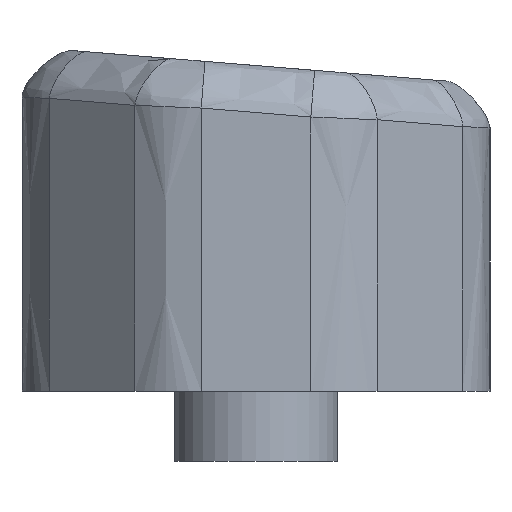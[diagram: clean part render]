
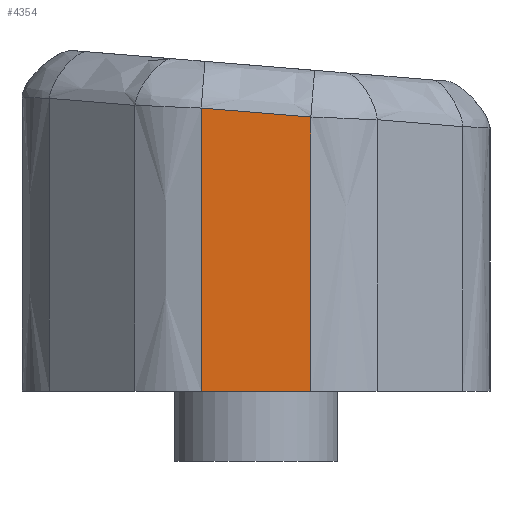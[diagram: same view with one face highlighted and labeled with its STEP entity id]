
A CAD part, left-side view. The second image highlights one B-rep face of the part: STEP entity #4354.
In plain terms, the highlighted planar face has unit normal (-1, 0, 0).
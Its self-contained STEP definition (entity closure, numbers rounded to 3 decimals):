
#114 = CARTESIAN_POINT ( 'NONE',  ( -97.094, -58.138, 8.067 ) ) ;
#147 = PLANE ( 'NONE',  #2204 ) ;
#226 = CARTESIAN_POINT ( 'NONE',  ( -97.094, -56.481, 0. ) ) ;
#310 = CARTESIAN_POINT ( 'NONE',  ( -97.094, -56.481, 50.8 ) ) ;
#328 = EDGE_CURVE ( 'NONE', #2648, #4614, #3873, .T. ) ;
#396 = CARTESIAN_POINT ( 'NONE',  ( -97.094, -62.824, 0. ) ) ;
#609 = ORIENTED_EDGE ( 'NONE', *, *, #1653, .T. ) ;
#717 = CARTESIAN_POINT ( 'NONE',  ( -97.094, -61.262, 11.846 ) ) ;
#777 = B_SPLINE_CURVE_WITH_KNOTS ( 'NONE', 3,
 ( #865, #4557, #2018, #4580 ),
 .UNSPECIFIED., .F., .F.,
 ( 4, 4 ),
 ( 0., 0.854 ),
 .UNSPECIFIED. ) ;
#793 = DIRECTION ( 'NONE',  ( 0., 0., -1. ) ) ;
#844 = CARTESIAN_POINT ( 'NONE',  ( -97.094, -58.138, 0. ) ) ;
#851 = EDGE_LOOP ( 'NONE', ( #3348, #2123, #609, #2830 ) ) ;
#865 = CARTESIAN_POINT ( 'NONE',  ( -97.094, -62.824, 0. ) ) ;
#1466 = CARTESIAN_POINT ( 'NONE',  ( -97.094, -62.824, 11.719 ) ) ;
#1593 = VERTEX_POINT ( 'NONE', #4679 ) ;
#1653 = EDGE_CURVE ( 'NONE', #1593, #2648, #3097, .T. ) ;
#1706 = DIRECTION ( 'NONE',  ( 0., -1., 0. ) ) ;
#1773 = DIRECTION ( 'NONE',  ( 1., 0., 0. ) ) ;
#1818 = CARTESIAN_POINT ( 'NONE',  ( -97.094, -58.138, 12.101 ) ) ;
#1914 = CARTESIAN_POINT ( 'NONE',  ( -97.094, -58.138, 4.034 ) ) ;
#2018 = CARTESIAN_POINT ( 'NONE',  ( -97.094, -62.824, 7.813 ) ) ;
#2123 = ORIENTED_EDGE ( 'NONE', *, *, #3464, .T. ) ;
#2204 = AXIS2_PLACEMENT_3D ( 'NONE', #310, #1773, #793 ) ;
#2292 = CARTESIAN_POINT ( 'NONE',  ( -97.094, -59.7, 11.974 ) ) ;
#2648 = VERTEX_POINT ( 'NONE', #844 ) ;
#2830 = ORIENTED_EDGE ( 'NONE', *, *, #328, .T. ) ;
#2981 = CARTESIAN_POINT ( 'NONE',  ( -97.094, -58.138, 12.101 ) ) ;
#3024 = CARTESIAN_POINT ( 'NONE',  ( -97.094, -58.138, 0. ) ) ;
#3097 = B_SPLINE_CURVE_WITH_KNOTS ( 'NONE', 3,
 ( #2981, #114, #1914, #3024 ),
 .UNSPECIFIED., .F., .F.,
 ( 4, 4 ),
 ( 0.142, 1. ),
 .UNSPECIFIED. ) ;
#3219 = VERTEX_POINT ( 'NONE', #3924 ) ;
#3348 = ORIENTED_EDGE ( 'NONE', *, *, #3719, .T. ) ;
#3464 = EDGE_CURVE ( 'NONE', #3219, #1593, #4626, .T. ) ;
#3611 = VECTOR ( 'NONE', #1706, 1000. ) ;
#3719 = EDGE_CURVE ( 'NONE', #4614, #3219, #777, .T. ) ;
#3822 = FACE_OUTER_BOUND ( 'NONE', #851, .T. ) ;
#3873 = LINE ( 'NONE', #226, #3611 ) ;
#3924 = CARTESIAN_POINT ( 'NONE',  ( -97.094, -62.824, 11.719 ) ) ;
#4354 = ADVANCED_FACE ( 'NONE', ( #3822 ), #147, .F. ) ;
#4557 = CARTESIAN_POINT ( 'NONE',  ( -97.094, -62.824, 3.906 ) ) ;
#4580 = CARTESIAN_POINT ( 'NONE',  ( -97.094, -62.824, 11.719 ) ) ;
#4614 = VERTEX_POINT ( 'NONE', #396 ) ;
#4626 = B_SPLINE_CURVE_WITH_KNOTS ( 'NONE', 3,
 ( #1466, #717, #2292, #1818 ),
 .UNSPECIFIED., .F., .F.,
 ( 4, 4 ),
 ( 0., 1. ),
 .UNSPECIFIED. ) ;
#4679 = CARTESIAN_POINT ( 'NONE',  ( -97.094, -58.138, 12.101 ) ) ;
